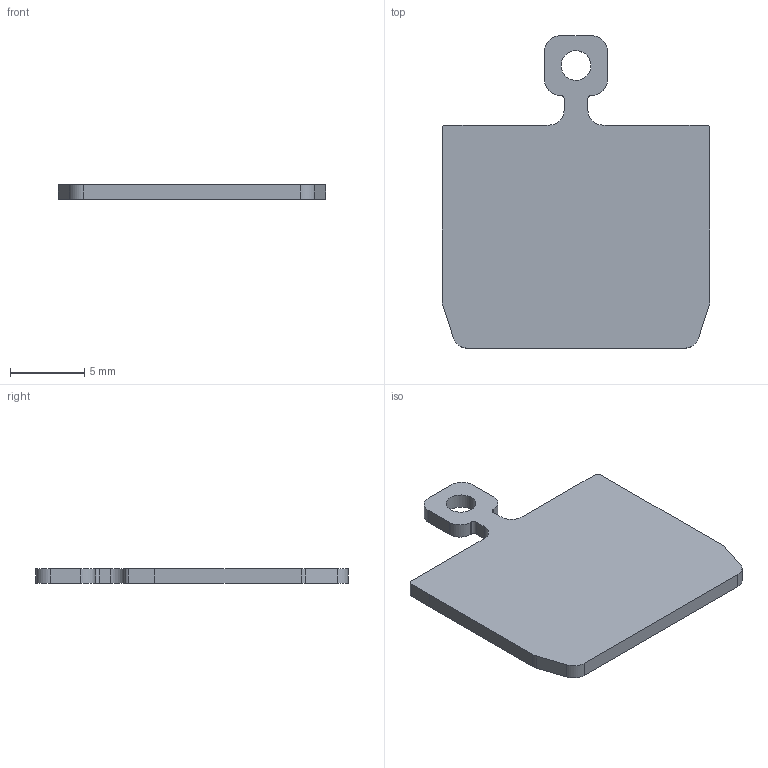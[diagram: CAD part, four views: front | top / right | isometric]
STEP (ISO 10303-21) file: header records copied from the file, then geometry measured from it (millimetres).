
FILE_DESCRIPTION(('CATIA V5 STEP Exchange'),'2;1');
FILE_NAME('SHPE.stp','2018-11-01T09:31:05+00:00',('none'),('none'),'CATIA Version 5 Release 20 SP 7 (IN-10)','CATIA V5 STEP AP214','none');
FILE_SCHEMA(('AUTOMOTIVE_DESIGN { 1 0 10303 214 1 1 1 1 }'));
Length unit declared in the file: millimetre
Products named in the file (2): SHPE; 41596
Assembly tree (1 placements, depth 2):
  SHPE
    41596
Bounding box: 18 x 21 x 1 mm (x, y, z)
Volume: 283.3 mm3; surface area: 651.1 mm2
Topology: 1 solids, 1 shells, 34 faces, 100 edges, 68 vertices
Faces by surface type: plane 18, cylinder 16
Entity records: 1137 total; most frequent: ORIENTED_EDGE 200, CARTESIAN_POINT 199, DIRECTION 162, EDGE_CURVE 100, VECTOR 68, LINE 68, VERTEX_POINT 68, AXIS2_PLACEMENT_3D 63
